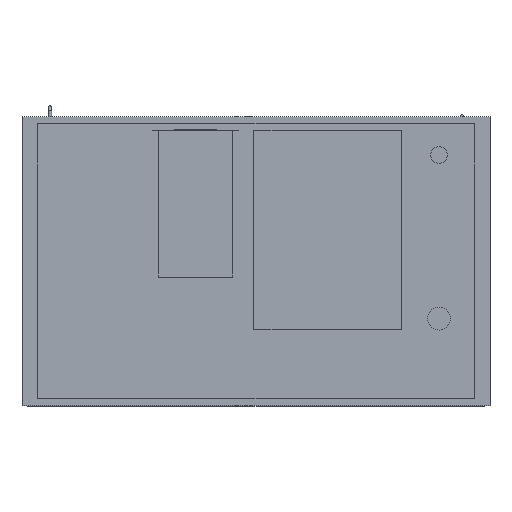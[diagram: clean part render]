
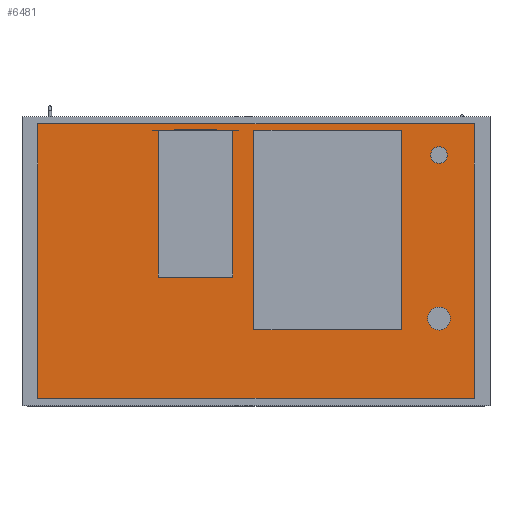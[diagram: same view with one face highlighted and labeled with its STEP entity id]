
A CAD part, front view. The second image highlights one B-rep face of the part: STEP entity #6481.
In plain terms, the highlighted planar face has unit normal (0, -1, 0).
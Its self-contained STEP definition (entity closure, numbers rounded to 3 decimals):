
#106=FACE_BOUND('',#872,.T.);
#107=FACE_BOUND('',#873,.T.);
#127=PLANE('',#6953);
#468=FACE_OUTER_BOUND('',#871,.T.);
#871=EDGE_LOOP('',(#4602,#4603,#4604,#4605));
#872=EDGE_LOOP('',(#4606));
#873=EDGE_LOOP('',(#4607));
#1282=LINE('',#9376,#2082);
#1286=LINE('',#9384,#2086);
#1289=LINE('',#9390,#2089);
#1292=LINE('',#9395,#2092);
#2082=VECTOR('',#7511,10.);
#2086=VECTOR('',#7517,10.);
#2089=VECTOR('',#7522,10.);
#2092=VECTOR('',#7527,10.);
#2869=CIRCLE('',#6937,20.);
#2871=CIRCLE('',#6941,27.5);
#2999=VERTEX_POINT('',#9337);
#3001=VERTEX_POINT('',#9344);
#3010=VERTEX_POINT('',#9374);
#3011=VERTEX_POINT('',#9375);
#3014=VERTEX_POINT('',#9383);
#3016=VERTEX_POINT('',#9389);
#3620=EDGE_CURVE('',#2999,#2999,#2869,.T.);
#3623=EDGE_CURVE('',#3001,#3001,#2871,.T.);
#3636=EDGE_CURVE('',#3010,#3011,#1282,.T.);
#3640=EDGE_CURVE('',#3014,#3010,#1286,.T.);
#3643=EDGE_CURVE('',#3016,#3014,#1289,.T.);
#3646=EDGE_CURVE('',#3011,#3016,#1292,.T.);
#4602=ORIENTED_EDGE('',*,*,#3646,.F.);
#4603=ORIENTED_EDGE('',*,*,#3636,.F.);
#4604=ORIENTED_EDGE('',*,*,#3640,.F.);
#4605=ORIENTED_EDGE('',*,*,#3643,.F.);
#4606=ORIENTED_EDGE('',*,*,#3620,.T.);
#4607=ORIENTED_EDGE('',*,*,#3623,.T.);
#6481=ADVANCED_FACE('',(#468,#106,#107),#127,.F.);
#6937=AXIS2_PLACEMENT_3D('',#9339,#7474,#7475);
#6941=AXIS2_PLACEMENT_3D('',#9346,#7483,#7484);
#6953=AXIS2_PLACEMENT_3D('',#9398,#7531,#7532);
#7474=DIRECTION('center_axis',(0.,1.,0.));
#7475=DIRECTION('ref_axis',(1.,0.,0.));
#7483=DIRECTION('center_axis',(0.,1.,0.));
#7484=DIRECTION('ref_axis',(1.,0.,0.));
#7511=DIRECTION('',(0.,0.,1.));
#7517=DIRECTION('',(-1.,0.,0.));
#7522=DIRECTION('',(0.,0.,-1.));
#7527=DIRECTION('',(1.,0.,0.));
#7531=DIRECTION('center_axis',(0.,1.,0.));
#7532=DIRECTION('ref_axis',(0.,0.,1.));
#9337=CARTESIAN_POINT('',(420.,0.,255.));
#9339=CARTESIAN_POINT('Origin',(440.,0.,255.));
#9344=CARTESIAN_POINT('',(412.5,0.,-138.));
#9346=CARTESIAN_POINT('Origin',(440.,0.,-138.));
#9374=CARTESIAN_POINT('',(-525.,0.,-330.));
#9375=CARTESIAN_POINT('',(-525.,0.,330.));
#9376=CARTESIAN_POINT('',(-525.,0.,-330.));
#9383=CARTESIAN_POINT('',(525.,0.,-330.));
#9384=CARTESIAN_POINT('',(525.,0.,-330.));
#9389=CARTESIAN_POINT('',(525.,0.,330.));
#9390=CARTESIAN_POINT('',(525.,0.,330.));
#9395=CARTESIAN_POINT('',(-525.,0.,330.));
#9398=CARTESIAN_POINT('Origin',(0.,0.,0.));
